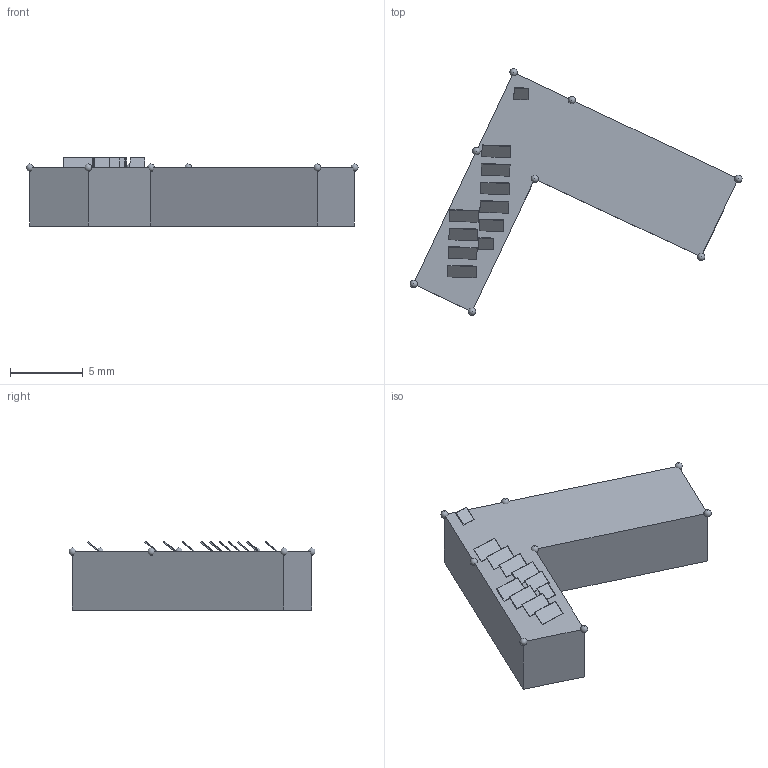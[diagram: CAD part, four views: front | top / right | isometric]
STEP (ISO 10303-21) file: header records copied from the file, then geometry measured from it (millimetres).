
FILE_DESCRIPTION(('Open CASCADE Model'),'2;1');
FILE_NAME('Open CASCADE Shape Model','2025-06-15T01:52:21',('Author'),( 'Open CASCADE'),'ParaPy 1.13.0 - Open CASCADE STEP processor 7.3', 'ParaPy 1.13.0 - Open CASCADE 7.3','Unknown');
FILE_SCHEMA(('AUTOMOTIVE_DESIGN { 1 0 10303 214 1 1 1 1 }'));
Length unit declared in the file: millimetre
Products named in the file (49): ROOT; building; map; building_outlines; 0; roof; roof_faces; roof_wires; roof_vertexes; markers; 1; 2; 3; 4; 5; 6; 7; solar_panel_arrays; solar_panels; module; 8; 9; 10; solution; real_points; ParaPy 1.13.0 - OCCT STEP translator 7.3 1.1.5.1.2.1.1
Assembly tree (48 placements, depth 7):
  ROOT
    ROOT
      building
      map
        building_outlines
          0
      roof
        roof_faces
          0
        roof_wires
          0
      roof_vertexes
        markers
          0
          1
          2
          3
          4
          5
          6
          7
      solar_panel_arrays
        0
          solar_panels
            0
              module
            1
              module
            2
              module
            3
              module
            4
              module
            5
              module
            6
              module
            7
              module
            8
              module
            9
              module
            10
              module
          solution
            real_points
              ParaPy 1.13.0 - OCCT STEP translator 7.3 1.1.5.1.2.1.1
Bounding box: 22.75 x 16.9 x 4.66 mm (x, y, z)
Volume: 585.6 mm3; surface area: 750 mm2
Topology: 20 solids, 21 shells, 83 faces, 192 edges, 157 vertices
Faces by surface type: plane 75, sphere 8
Entity records: 5227 total; most frequent: CARTESIAN_POINT 755, DIRECTION 738, LINE 474, VECTOR 474, ORIENTED_EDGE 306, PCURVE 306, DEFINITIONAL_REPRESENTATION 306, EDGE_CURVE 156
